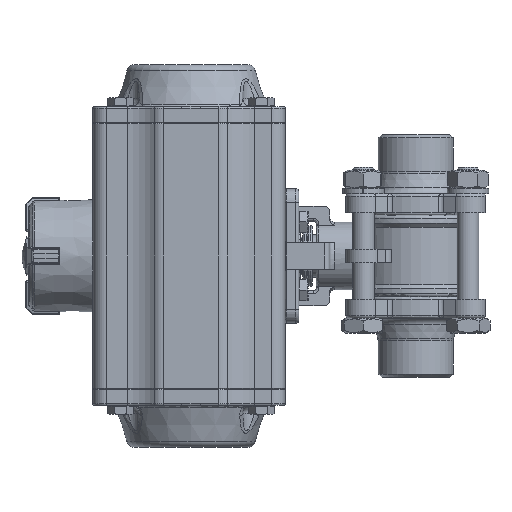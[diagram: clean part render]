
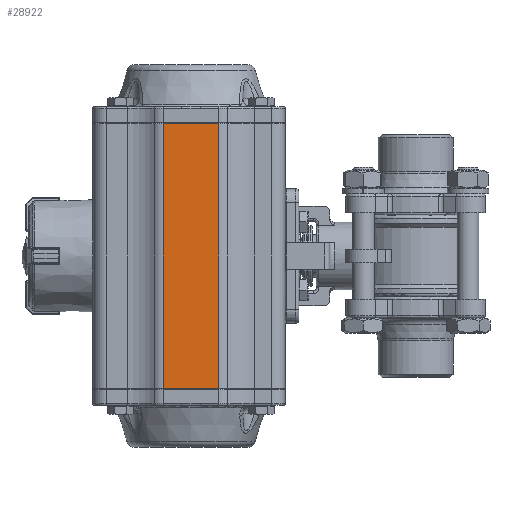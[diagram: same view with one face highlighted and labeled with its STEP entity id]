
A CAD part, left-side view. The second image highlights one B-rep face of the part: STEP entity #28922.
In plain terms, the highlighted face is planar.
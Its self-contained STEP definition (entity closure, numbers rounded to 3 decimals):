
#3739=ORIENTED_EDGE('',*,*,#10672,.F.);
#3740=ORIENTED_EDGE('',*,*,#10674,.T.);
#3741=ORIENTED_EDGE('',*,*,#10675,.T.);
#3742=ORIENTED_EDGE('',*,*,#10676,.T.);
#10672=EDGE_CURVE('',#14173,#14174,#16234,.T.);
#10674=EDGE_CURVE('',#14173,#14175,#16235,.T.);
#10675=EDGE_CURVE('',#14175,#14176,#16236,.T.);
#10676=EDGE_CURVE('',#14176,#14174,#16237,.T.);
#14173=VERTEX_POINT('',#41086);
#14174=VERTEX_POINT('',#41088);
#14175=VERTEX_POINT('',#41092);
#14176=VERTEX_POINT('',#41094);
#16234=LINE('',#41087,#17807);
#16235=LINE('',#41091,#17808);
#16236=LINE('',#41093,#17809);
#16237=LINE('',#41095,#17810);
#17807=VECTOR('',#33763,1000.);
#17808=VECTOR('',#33768,1000.);
#17809=VECTOR('',#33769,1000.);
#17810=VECTOR('',#33770,1000.);
#19445=EDGE_LOOP('',(#3739,#3740,#3741,#3742));
#21297=FACE_BOUND('',#19445,.T.);
#22968=PLANE('',#30731);
#28922=ADVANCED_FACE('',(#21297),#22968,.F.);
#30731=AXIS2_PLACEMENT_3D('',#41090,#33766,#33767);
#33763=DIRECTION('',(0.,0.,-1.));
#33766=DIRECTION('',(-1.,0.,0.));
#33767=DIRECTION('',(0.,0.,1.));
#33768=DIRECTION('',(0.,-1.,0.));
#33769=DIRECTION('',(0.,0.,-1.));
#33770=DIRECTION('',(0.,1.,0.));
#41086=CARTESIAN_POINT('',(29.5,10.363,49.2));
#41087=CARTESIAN_POINT('',(29.5,10.363,49.5));
#41088=CARTESIAN_POINT('',(29.5,10.363,-49.2));
#41090=CARTESIAN_POINT('',(29.5,-10.363,49.5));
#41091=CARTESIAN_POINT('',(29.5,-10.363,49.2));
#41092=CARTESIAN_POINT('',(29.5,-10.363,49.2));
#41093=CARTESIAN_POINT('',(29.5,-10.363,49.5));
#41094=CARTESIAN_POINT('',(29.5,-10.363,-49.2));
#41095=CARTESIAN_POINT('',(29.5,-10.363,-49.2));
